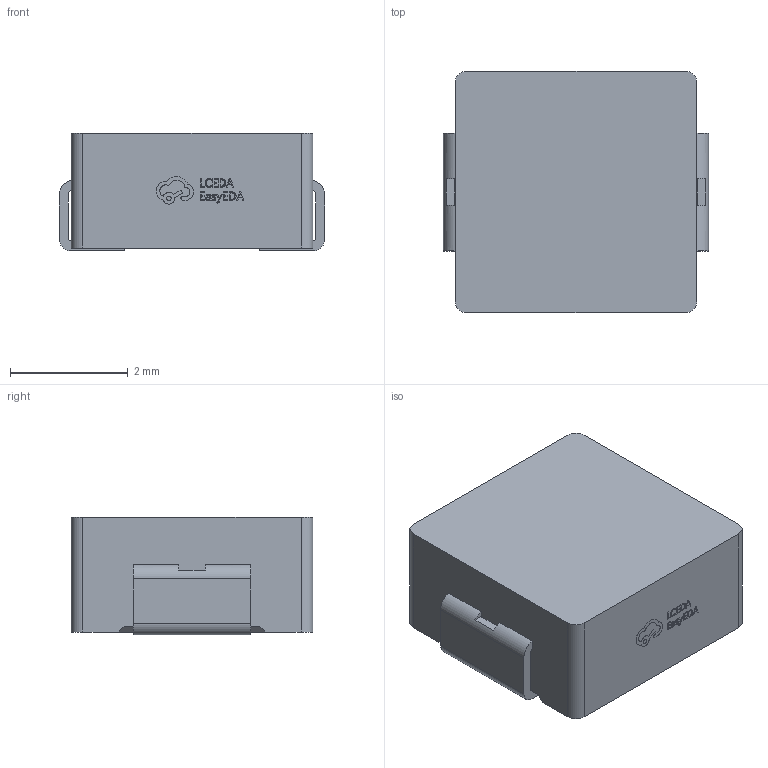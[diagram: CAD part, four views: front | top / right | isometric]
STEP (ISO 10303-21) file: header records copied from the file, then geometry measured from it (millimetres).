
FILE_DESCRIPTION(/* description */ ('Designed by EasyEDA Pro'),/* implementation_level */ '2;1');
FILE_NAME(/* name */ 'TECHFUSE SL0420-100M.stp',/* time_stamp */ '2025-01-25T19:02:40+01:00',/* author */ ('tore.ladika'),/* organization */ ('Open CASCADE'),/* preprocessor_version */ 'ST-DEVELOPER v19',/* originating_system */ 'Autodesk Inventor 2023',/* authorisation */ 'Unknown');
FILE_SCHEMA (('AUTOMOTIVE_DESIGN { 1 0 10303 214 3 1 1 }'));
Length unit declared in the file: millimetre
Products named in the file (3): VefU-PCBModel; VefU-L1-IND-SMD_L4.5-W4.1_SL0420; COMPOUND
Assembly tree (2 placements, depth 3):
  VefU-PCBModel
    VefU-L1-IND-SMD_L4.5-W4.1_SL0420
      COMPOUND
Bounding box: 4.5 x 4.1 x 2 mm (x, y, z)
Volume: 33.5 mm3; surface area: 75.7 mm2
Topology: 14 solids, 14 shells, 273 faces, 747 edges, 498 vertices
Faces by surface type: plane 163, bspline 98, cylinder 12
Entity records: 9532 total; most frequent: CARTESIAN_POINT 2547, ORIENTED_EDGE 1494, DIRECTION 1123, EDGE_CURVE 747, LINE 519, VECTOR 519, VERTEX_POINT 498, AXIS2_PLACEMENT_3D 302
